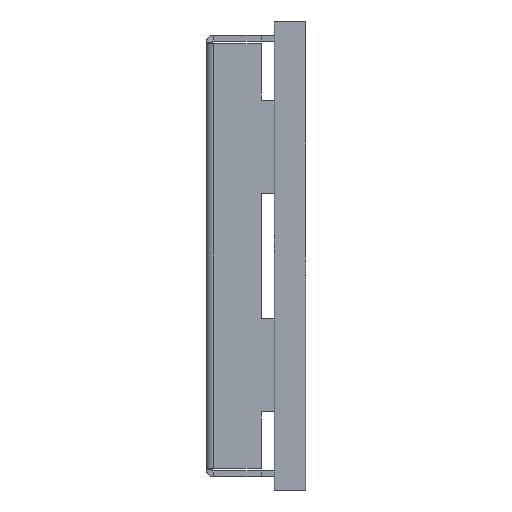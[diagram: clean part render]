
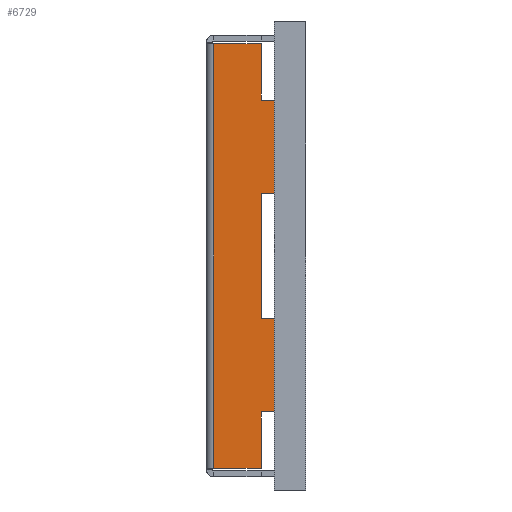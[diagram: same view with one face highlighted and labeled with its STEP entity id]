
A CAD part, left-side view. The second image highlights one B-rep face of the part: STEP entity #6729.
In plain terms, the highlighted planar face has unit normal (-1, 0, 0).
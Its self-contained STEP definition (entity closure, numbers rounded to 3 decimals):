
#494 = VERTEX_POINT ( 'NONE', #8119 ) ;
#597 = EDGE_CURVE ( 'NONE', #26130, #841, #15447, .T. ) ;
#841 = VERTEX_POINT ( 'NONE', #24519 ) ;
#866 = DIRECTION ( 'NONE',  ( 0., -1., 0. ) ) ;
#1023 = DIRECTION ( 'NONE',  ( 0., -1., 0. ) ) ;
#1545 = CARTESIAN_POINT ( 'NONE',  ( -7.536, 0., -1.635 ) ) ;
#1941 = CARTESIAN_POINT ( 'NONE',  ( -7.536, 1.167, -5.534 ) ) ;
#2286 = LINE ( 'NONE', #10095, #6397 ) ;
#2674 = EDGE_CURVE ( 'NONE', #3568, #10550, #20081, .T. ) ;
#2822 = ORIENTED_EDGE ( 'NONE', *, *, #12529, .T. ) ;
#2847 = CARTESIAN_POINT ( 'NONE',  ( -7.536, 1.167, 0. ) ) ;
#2880 = CARTESIAN_POINT ( 'NONE',  ( -7.536, 0., 0. ) ) ;
#2939 = CARTESIAN_POINT ( 'NONE',  ( -7.536, 0.82, -1.635 ) ) ;
#3099 = ORIENTED_EDGE ( 'NONE', *, *, #4454, .T. ) ;
#3156 = VECTOR ( 'NONE', #11030, 1000. ) ;
#3276 = CARTESIAN_POINT ( 'NONE',  ( -7.536, 0., -5.534 ) ) ;
#3453 = VECTOR ( 'NONE', #9752, 1000. ) ;
#3568 = VERTEX_POINT ( 'NONE', #2939 ) ;
#3737 = EDGE_LOOP ( 'NONE', ( #12947, #2822, #22671, #23935, #24245, #9119, #3099, #24089, #10074, #16633, #10372, #15217 ) ) ;
#3795 = VECTOR ( 'NONE', #4455, 1000. ) ;
#4454 = EDGE_CURVE ( 'NONE', #18031, #8977, #9713, .T. ) ;
#4455 = DIRECTION ( 'NONE',  ( 0., 0., 1. ) ) ;
#4498 = DIRECTION ( 'NONE',  ( 0., 0., -1. ) ) ;
#4669 = LINE ( 'NONE', #12928, #3156 ) ;
#4755 = CARTESIAN_POINT ( 'NONE',  ( -7.536, 0.82, 5.754 ) ) ;
#4915 = VERTEX_POINT ( 'NONE', #7965 ) ;
#5238 = VECTOR ( 'NONE', #4498, 1000. ) ;
#5827 = VECTOR ( 'NONE', #9485, 1000. ) ;
#6397 = VECTOR ( 'NONE', #19156, 1000. ) ;
#6729 = ADVANCED_FACE ( 'NONE', ( #21428 ), #25730, .F. ) ;
#7152 = LINE ( 'NONE', #2847, #3795 ) ;
#7204 = LINE ( 'NONE', #15452, #8228 ) ;
#7838 = CARTESIAN_POINT ( 'NONE',  ( -7.536, 2.45, 5.534 ) ) ;
#7965 = CARTESIAN_POINT ( 'NONE',  ( -7.536, 1.167, 1.635 ) ) ;
#8119 = CARTESIAN_POINT ( 'NONE',  ( -7.536, 1.167, 4.066 ) ) ;
#8228 = VECTOR ( 'NONE', #23751, 1000. ) ;
#8843 = VECTOR ( 'NONE', #1023, 1000. ) ;
#8977 = VERTEX_POINT ( 'NONE', #13568 ) ;
#9119 = ORIENTED_EDGE ( 'NONE', *, *, #24822, .T. ) ;
#9485 = DIRECTION ( 'NONE',  ( 0., 0., -1. ) ) ;
#9518 = CARTESIAN_POINT ( 'NONE',  ( -7.536, 1.167, 0. ) ) ;
#9713 = LINE ( 'NONE', #9976, #26157 ) ;
#9752 = DIRECTION ( 'NONE',  ( 0., 1., 0. ) ) ;
#9976 = CARTESIAN_POINT ( 'NONE',  ( -7.536, 0., -4.066 ) ) ;
#10074 = ORIENTED_EDGE ( 'NONE', *, *, #2674, .T. ) ;
#10095 = CARTESIAN_POINT ( 'NONE',  ( -7.536, 1.167, 0. ) ) ;
#10372 = ORIENTED_EDGE ( 'NONE', *, *, #22172, .T. ) ;
#10550 = VERTEX_POINT ( 'NONE', #14398 ) ;
#11030 = DIRECTION ( 'NONE',  ( 0., 0., 1. ) ) ;
#11103 = DIRECTION ( 'NONE',  ( 1., 0., 0. ) ) ;
#11769 = LINE ( 'NONE', #7838, #21170 ) ;
#11854 = DIRECTION ( 'NONE',  ( 0., -1., 0. ) ) ;
#12529 = EDGE_CURVE ( 'NONE', #494, #25612, #7152, .T. ) ;
#12659 = CARTESIAN_POINT ( 'NONE',  ( -7.536, 0., 4.066 ) ) ;
#12830 = EDGE_CURVE ( 'NONE', #10550, #4915, #2286, .T. ) ;
#12928 = CARTESIAN_POINT ( 'NONE',  ( -7.536, 2.4, 5.754 ) ) ;
#12946 = CARTESIAN_POINT ( 'NONE',  ( -7.536, 1.167, 5.534 ) ) ;
#12947 = ORIENTED_EDGE ( 'NONE', *, *, #15706, .T. ) ;
#13316 = LINE ( 'NONE', #9518, #23635 ) ;
#13450 = DIRECTION ( 'NONE',  ( 0., 0., 1. ) ) ;
#13568 = CARTESIAN_POINT ( 'NONE',  ( -7.536, 0.82, -4.066 ) ) ;
#14398 = CARTESIAN_POINT ( 'NONE',  ( -7.536, 1.167, -1.635 ) ) ;
#14480 = VERTEX_POINT ( 'NONE', #1941 ) ;
#14624 = VERTEX_POINT ( 'NONE', #26655 ) ;
#15217 = ORIENTED_EDGE ( 'NONE', *, *, #597, .F. ) ;
#15447 = LINE ( 'NONE', #4755, #5238 ) ;
#15452 = CARTESIAN_POINT ( 'NONE',  ( -7.536, 0., 1.635 ) ) ;
#15496 = AXIS2_PLACEMENT_3D ( 'NONE', #2880, #11103, #866 ) ;
#15706 = EDGE_CURVE ( 'NONE', #26130, #494, #24871, .T. ) ;
#16633 = ORIENTED_EDGE ( 'NONE', *, *, #12830, .T. ) ;
#17753 = LINE ( 'NONE', #3276, #8843 ) ;
#18031 = VERTEX_POINT ( 'NONE', #20549 ) ;
#18797 = EDGE_CURVE ( 'NONE', #26736, #14624, #4669, .T. ) ;
#19156 = DIRECTION ( 'NONE',  ( 0., 0., 1. ) ) ;
#19397 = CARTESIAN_POINT ( 'NONE',  ( -7.536, 0.82, 5.754 ) ) ;
#20081 = LINE ( 'NONE', #1545, #3453 ) ;
#20084 = DIRECTION ( 'NONE',  ( 0., -1., 0. ) ) ;
#20217 = EDGE_CURVE ( 'NONE', #14624, #25612, #11769, .T. ) ;
#20549 = CARTESIAN_POINT ( 'NONE',  ( -7.536, 1.167, -4.066 ) ) ;
#21104 = DIRECTION ( 'NONE',  ( 0., 1., 0. ) ) ;
#21170 = VECTOR ( 'NONE', #20084, 1000. ) ;
#21428 = FACE_OUTER_BOUND ( 'NONE', #3737, .T. ) ;
#22172 = EDGE_CURVE ( 'NONE', #4915, #841, #7204, .T. ) ;
#22671 = ORIENTED_EDGE ( 'NONE', *, *, #20217, .F. ) ;
#23178 = CARTESIAN_POINT ( 'NONE',  ( -7.536, 2.4, -5.534 ) ) ;
#23635 = VECTOR ( 'NONE', #13450, 1000. ) ;
#23751 = DIRECTION ( 'NONE',  ( 0., -1., 0. ) ) ;
#23935 = ORIENTED_EDGE ( 'NONE', *, *, #18797, .F. ) ;
#24089 = ORIENTED_EDGE ( 'NONE', *, *, #25124, .F. ) ;
#24245 = ORIENTED_EDGE ( 'NONE', *, *, #25111, .T. ) ;
#24519 = CARTESIAN_POINT ( 'NONE',  ( -7.536, 0.82, 1.635 ) ) ;
#24530 = VECTOR ( 'NONE', #21104, 1000. ) ;
#24822 = EDGE_CURVE ( 'NONE', #14480, #18031, #13316, .T. ) ;
#24871 = LINE ( 'NONE', #12659, #24530 ) ;
#25111 = EDGE_CURVE ( 'NONE', #26736, #14480, #17753, .T. ) ;
#25124 = EDGE_CURVE ( 'NONE', #3568, #8977, #26007, .T. ) ;
#25447 = CARTESIAN_POINT ( 'NONE',  ( -7.536, 0.82, 4.066 ) ) ;
#25612 = VERTEX_POINT ( 'NONE', #12946 ) ;
#25730 = PLANE ( 'NONE',  #15496 ) ;
#26007 = LINE ( 'NONE', #19397, #5827 ) ;
#26130 = VERTEX_POINT ( 'NONE', #25447 ) ;
#26157 = VECTOR ( 'NONE', #11854, 1000. ) ;
#26655 = CARTESIAN_POINT ( 'NONE',  ( -7.536, 2.4, 5.534 ) ) ;
#26736 = VERTEX_POINT ( 'NONE', #23178 ) ;
